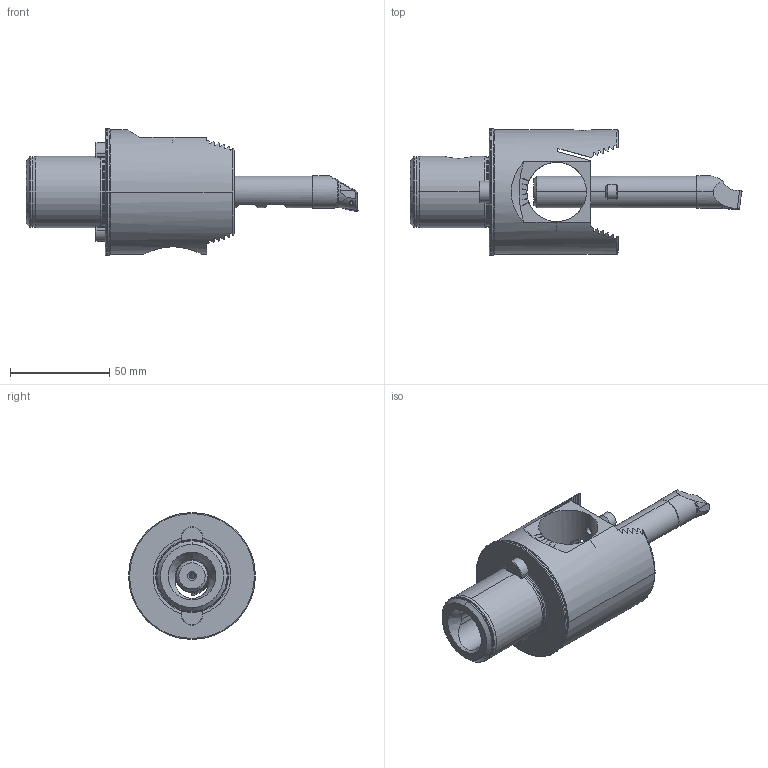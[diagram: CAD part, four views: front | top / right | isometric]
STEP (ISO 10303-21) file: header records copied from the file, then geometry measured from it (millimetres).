
FILE_DESCRIPTION (( 'STEP AP203' ), '1' );
FILE_NAME ('ST6-MH1.K01.065.STEP', '2016-02-12T10:07:21', ( 'SWIAdmin' ), ( 'Hewlett-Packard Company' ), 'SwSTEP 2.0', 'SolidWorks 2015', '' );
FILE_SCHEMA (( 'CONFIG_CONTROL_DESIGN' ));
Length unit declared in the file: millimetre
Products named in the file (8): WCA-ER2.001.006_A; B20-WCA.K11.105; ST6-ER2.001.012_A; ST6-MH1.K01.065; ST6-MH1.K00.065_A; ISO 4026 - M8 x 6; B20-WCA.K11.105_A; CCMT060204
Assembly tree (8 placements, depth 3):
  ST6-MH1.K01.065
    ST6-MH1.K00.065_A
    ISO 4026 - M8 x 6
    B20-WCA.K11.105
      B20-WCA.K11.105_A
      CCMT060204
      WCA-ER2.001.006_A
    ST6-ER2.001.012_A  x2
Bounding box: 167.5 x 64 x 64 mm (x, y, z)
Volume: 162418.4 mm3; surface area: 40305.6 mm2
Topology: 7 solids, 7 shells, 377 faces, 981 edges, 610 vertices
Faces by surface type: plane 146, cylinder 105, cone 76, torus 35, bspline 13, sphere 2
Entity records: 13052 total; most frequent: CARTESIAN_POINT 3836, ORIENTED_EDGE 1858, DIRECTION 1674, EDGE_CURVE 929, AXIS2_PLACEMENT_3D 636, VERTEX_POINT 584, LINE 402, VECTOR 402
